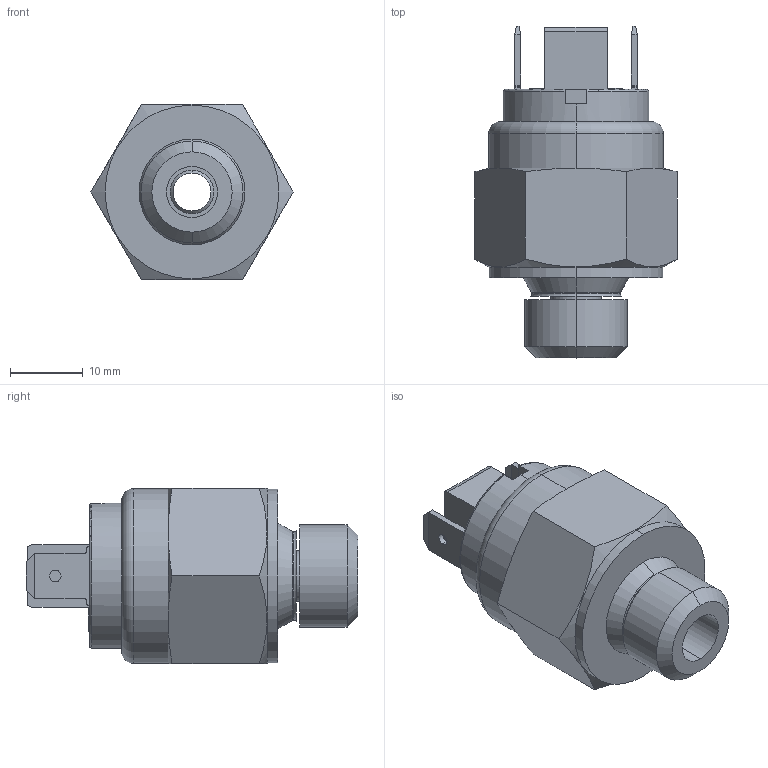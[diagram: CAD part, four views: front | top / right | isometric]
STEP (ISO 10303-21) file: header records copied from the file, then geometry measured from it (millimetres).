
FILE_DESCRIPTION (( 'STEP AP214' ), '1' );
FILE_NAME ('506.STEP', '2020-02-13T10:31:07', ( '' ), ( '' ), 'SwSTEP 2.0', 'SolidWorks 2019', '' );
FILE_SCHEMA (( 'AUTOMOTIVE_DESIGN' ));
Length unit declared in the file: millimetre
Products named in the file (1): 506
Bounding box: 27.71 x 45.5 x 24 mm (x, y, z)
Surface area: 4692.8 mm2 (no closed solid volume)
Topology: 0 solids, 7 shells, 205 faces, 778 edges, 555 vertices
Faces by surface type: plane 133, cylinder 32, bspline 18, cone 14, torus 8
Entity records: 12326 total; most frequent: CARTESIAN_POINT 3767, ORIENTED_EDGE 1231, DIRECTION 1199, EDGE_CURVE 778, VERTEX_POINT 555, VECTOR 505, LINE 505, AXIS2_PLACEMENT_3D 347
